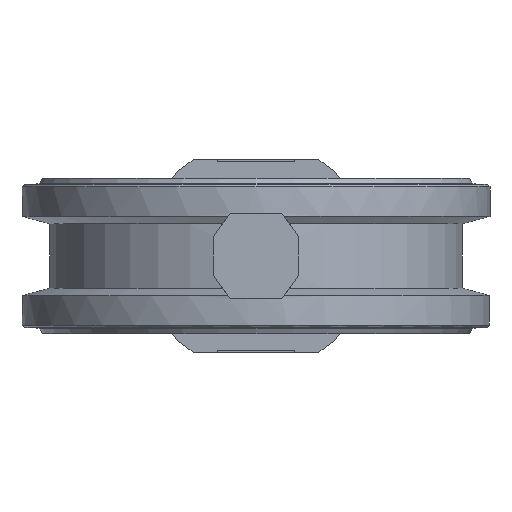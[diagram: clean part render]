
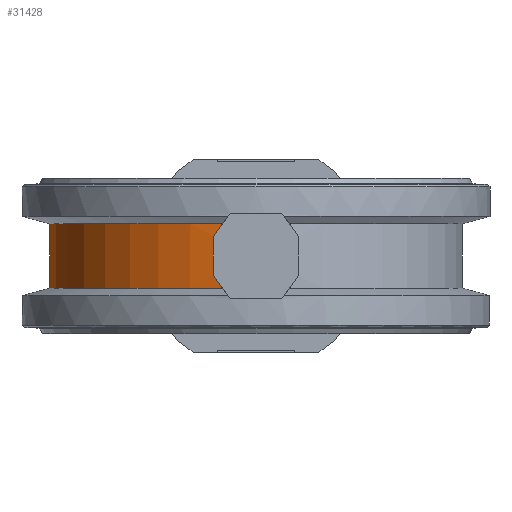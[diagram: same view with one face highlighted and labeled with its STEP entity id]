
A CAD part, front view. The second image highlights one B-rep face of the part: STEP entity #31428.
In plain terms, the highlighted cylindrical face has radius 80 mm (diameter 160 mm), a partial arc.
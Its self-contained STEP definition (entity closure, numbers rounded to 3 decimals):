
#976 = DIRECTION ( 'NONE',  ( 0., 0., -1. ) ) ;
#1226 = CARTESIAN_POINT ( 'NONE',  ( -16.5, -78.28, 55.8 ) ) ;
#1535 = FACE_OUTER_BOUND ( 'NONE', #11952, .T. ) ;
#1642 = CARTESIAN_POINT ( 'NONE',  ( 0., 0., 55.8 ) ) ;
#2406 = CARTESIAN_POINT ( 'NONE',  ( -49.954, 62.487, 5. ) ) ;
#2727 = VERTEX_POINT ( 'NONE', #31215 ) ;
#2887 = CARTESIAN_POINT ( 'NONE',  ( -15.304, -78.532, 9.156 ) ) ;
#3299 = CARTESIAN_POINT ( 'NONE',  ( -49.954, 62.487, 55.8 ) ) ;
#3747 = LINE ( 'NONE', #29091, #9976 ) ;
#3930 = VERTEX_POINT ( 'NONE', #4661 ) ;
#4661 = CARTESIAN_POINT ( 'NONE',  ( -49.954, 62.487, 12.489 ) ) ;
#5343 = VERTEX_POINT ( 'NONE', #30462 ) ;
#5491 = CIRCLE ( 'NONE', #26389, 80. ) ;
#6913 = DIRECTION ( 'NONE',  ( -1., 0., 0. ) ) ;
#6937 = DIRECTION ( 'NONE',  ( 0., 0., 1. ) ) ;
#6946 = CARTESIAN_POINT ( 'NONE',  ( 0., 0., 5. ) ) ;
#6999 = EDGE_CURVE ( 'NONE', #20537, #5343, #20501, .T. ) ;
#7807 = CARTESIAN_POINT ( 'NONE',  ( -14.103, -78.757, -10.819 ) ) ;
#8627 = EDGE_CURVE ( 'NONE', #10455, #28650, #11682, .T. ) ;
#8856 = CARTESIAN_POINT ( 'NONE',  ( -49.954, 62.487, -12.489 ) ) ;
#9443 = VERTEX_POINT ( 'NONE', #8856 ) ;
#9529 = DIRECTION ( 'NONE',  ( 0., 0., 1. ) ) ;
#9721 = VECTOR ( 'NONE', #32278, 1000. ) ;
#9771 = CIRCLE ( 'NONE', #12088, 80. ) ;
#9976 = VECTOR ( 'NONE', #13247, 1000. ) ;
#9985 = ORIENTED_EDGE ( 'NONE', *, *, #29344, .T. ) ;
#10148 = ORIENTED_EDGE ( 'NONE', *, *, #17286, .T. ) ;
#10455 = VERTEX_POINT ( 'NONE', #2406 ) ;
#10527 = LINE ( 'NONE', #3299, #9721 ) ;
#11668 = CARTESIAN_POINT ( 'NONE',  ( -50.456, 62.082, 5. ) ) ;
#11682 = CIRCLE ( 'NONE', #32882, 80. ) ;
#11952 = EDGE_LOOP ( 'NONE', ( #32576, #10148, #14302, #20003, #26093, #24031, #9985, #33508, #12408, #23179 ) ) ;
#12088 = AXIS2_PLACEMENT_3D ( 'NONE', #28519, #12671, #31143 ) ;
#12193 = DIRECTION ( 'NONE',  ( 0., 0., 1. ) ) ;
#12408 = ORIENTED_EDGE ( 'NONE', *, *, #6999, .F. ) ;
#12605 = VECTOR ( 'NONE', #976, 1000. ) ;
#12671 = DIRECTION ( 'NONE',  ( 0., 0., 1. ) ) ;
#12835 = CARTESIAN_POINT ( 'NONE',  ( -50.456, 62.082, -55.8 ) ) ;
#12879 = DIRECTION ( 'NONE',  ( 0., 0., 1. ) ) ;
#13015 = EDGE_CURVE ( 'NONE', #2727, #20537, #17753, .T. ) ;
#13247 = DIRECTION ( 'NONE',  ( 0., 0., -1. ) ) ;
#14302 = ORIENTED_EDGE ( 'NONE', *, *, #8627, .T. ) ;
#15188 = EDGE_CURVE ( 'NONE', #15553, #9443, #3747, .T. ) ;
#15553 = VERTEX_POINT ( 'NONE', #26261 ) ;
#16081 = CARTESIAN_POINT ( 'NONE',  ( -12.897, -78.954, 12.489 ) ) ;
#17286 = EDGE_CURVE ( 'NONE', #3930, #10455, #10527, .T. ) ;
#17600 = AXIS2_PLACEMENT_3D ( 'NONE', #1642, #9529, #20172 ) ;
#17655 = CIRCLE ( 'NONE', #24378, 80. ) ;
#17753 =( BOUNDED_CURVE ( )  B_SPLINE_CURVE ( 3, ( #16081, #18713, #2887, #21389 ),
 .UNSPECIFIED., .F., .F. ) 
 B_SPLINE_CURVE_WITH_KNOTS ( ( 4, 4 ),
 ( 1.733, 1.779 ),
 .UNSPECIFIED. ) 
 CURVE ( )  GEOMETRIC_REPRESENTATION_ITEM ( )  RATIONAL_B_SPLINE_CURVE ( ( 1., 1., 1., 1. ) ) 
 REPRESENTATION_ITEM ( '' )  );
#18713 = CARTESIAN_POINT ( 'NONE',  ( -14.103, -78.757, 10.819 ) ) ;
#20003 = ORIENTED_EDGE ( 'NONE', *, *, #32890, .T. ) ;
#20172 = DIRECTION ( 'NONE',  ( 1., 0., 0. ) ) ;
#20455 = EDGE_CURVE ( 'NONE', #15553, #23406, #5491, .T. ) ;
#20501 = LINE ( 'NONE', #1226, #12605 ) ;
#20537 = VERTEX_POINT ( 'NONE', #25620 ) ;
#20850 = DIRECTION ( 'NONE',  ( 0., 0., -1. ) ) ;
#21389 = CARTESIAN_POINT ( 'NONE',  ( -16.5, -78.28, 7.5 ) ) ;
#21991 = LINE ( 'NONE', #12835, #28217 ) ;
#23179 = ORIENTED_EDGE ( 'NONE', *, *, #13015, .F. ) ;
#23406 = VERTEX_POINT ( 'NONE', #24646 ) ;
#24031 = ORIENTED_EDGE ( 'NONE', *, *, #15188, .T. ) ;
#24057 = EDGE_CURVE ( 'NONE', #3930, #2727, #9771, .T. ) ;
#24378 = AXIS2_PLACEMENT_3D ( 'NONE', #28727, #12879, #31362 ) ;
#24412 = VERTEX_POINT ( 'NONE', #31093 ) ;
#24646 = CARTESIAN_POINT ( 'NONE',  ( -50.456, 62.082, -5. ) ) ;
#25620 = CARTESIAN_POINT ( 'NONE',  ( -16.5, -78.28, 7.5 ) ) ;
#26093 = ORIENTED_EDGE ( 'NONE', *, *, #20455, .F. ) ;
#26261 = CARTESIAN_POINT ( 'NONE',  ( -49.954, 62.487, -5. ) ) ;
#26288 = CARTESIAN_POINT ( 'NONE',  ( -12.897, -78.954, -12.489 ) ) ;
#26352 = CYLINDRICAL_SURFACE ( 'NONE', #17600, 80. ) ;
#26389 = AXIS2_PLACEMENT_3D ( 'NONE', #28047, #12193, #30676 ) ;
#28047 = CARTESIAN_POINT ( 'NONE',  ( 0., 0., -5. ) ) ;
#28217 = VECTOR ( 'NONE', #20850, 1000. ) ;
#28519 = CARTESIAN_POINT ( 'NONE',  ( 0., 0., 12.489 ) ) ;
#28650 = VERTEX_POINT ( 'NONE', #11668 ) ;
#28727 = CARTESIAN_POINT ( 'NONE',  ( 0., 0., -12.489 ) ) ;
#28826 = CARTESIAN_POINT ( 'NONE',  ( -16.5, -78.28, -7.5 ) ) ;
#29091 = CARTESIAN_POINT ( 'NONE',  ( -49.954, 62.487, 55.8 ) ) ;
#29344 = EDGE_CURVE ( 'NONE', #9443, #24412, #17655, .T. ) ;
#30251 =( BOUNDED_CURVE ( )  B_SPLINE_CURVE ( 3, ( #28826, #34120, #7807, #26288 ),
 .UNSPECIFIED., .F., .F. ) 
 B_SPLINE_CURVE_WITH_KNOTS ( ( 4, 4 ),
 ( 1.363, 1.409 ),
 .UNSPECIFIED. ) 
 CURVE ( )  GEOMETRIC_REPRESENTATION_ITEM ( )  RATIONAL_B_SPLINE_CURVE ( ( 1., 1., 1., 1. ) ) 
 REPRESENTATION_ITEM ( '' )  );
#30462 = CARTESIAN_POINT ( 'NONE',  ( -16.5, -78.28, -7.5 ) ) ;
#30676 = DIRECTION ( 'NONE',  ( -1., 0., 0. ) ) ;
#31093 = CARTESIAN_POINT ( 'NONE',  ( -12.897, -78.954, -12.489 ) ) ;
#31143 = DIRECTION ( 'NONE',  ( 1., 0., 0. ) ) ;
#31161 = EDGE_CURVE ( 'NONE', #5343, #24412, #30251, .T. ) ;
#31215 = CARTESIAN_POINT ( 'NONE',  ( -12.897, -78.954, 12.489 ) ) ;
#31362 = DIRECTION ( 'NONE',  ( 1., 0., 0. ) ) ;
#31428 = ADVANCED_FACE ( 'NONE', ( #1535 ), #26352, .T. ) ;
#32278 = DIRECTION ( 'NONE',  ( 0., 0., -1. ) ) ;
#32576 = ORIENTED_EDGE ( 'NONE', *, *, #24057, .F. ) ;
#32882 = AXIS2_PLACEMENT_3D ( 'NONE', #6946, #6937, #6913 ) ;
#32890 = EDGE_CURVE ( 'NONE', #28650, #23406, #21991, .T. ) ;
#33508 = ORIENTED_EDGE ( 'NONE', *, *, #31161, .F. ) ;
#34120 = CARTESIAN_POINT ( 'NONE',  ( -15.304, -78.532, -9.156 ) ) ;
